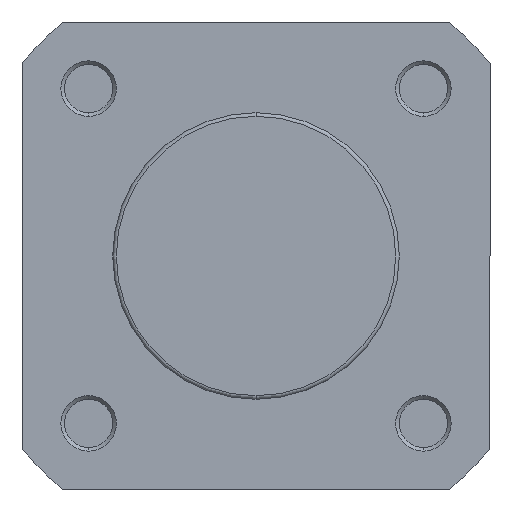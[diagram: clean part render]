
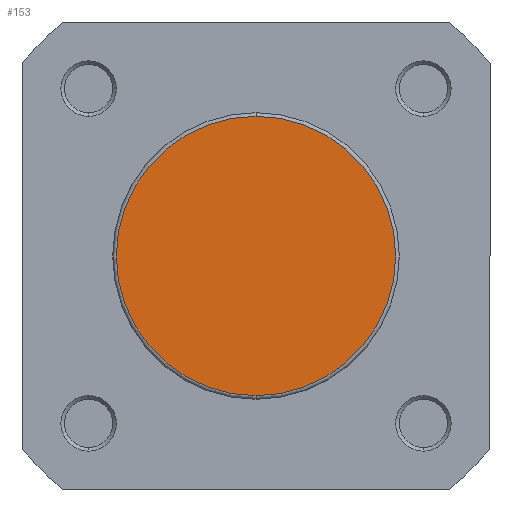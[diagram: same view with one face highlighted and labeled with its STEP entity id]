
A CAD part, left-side view. The second image highlights one B-rep face of the part: STEP entity #153.
In plain terms, the highlighted planar face has unit normal (-1, 0, 0).
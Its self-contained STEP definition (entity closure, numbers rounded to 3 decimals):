
#153 = ADVANCED_FACE ( 'NONE', ( #189 ), #2263, .F. ) ;
#189 = FACE_OUTER_BOUND ( 'NONE', #3970, .T. ) ;
#534 = CIRCLE ( 'NONE', #3177, 19.4 ) ;
#618 = CIRCLE ( 'NONE', #3208, 19.4 ) ;
#936 = CARTESIAN_POINT ( 'NONE',  ( 0., 0., 0. ) ) ;
#937 = DIRECTION ( 'NONE',  ( -1., 0., 0. ) ) ;
#938 = DIRECTION ( 'NONE',  ( 0., 0., -1. ) ) ;
#1079 = CARTESIAN_POINT ( 'NONE',  ( 0., 0., 0. ) ) ;
#1086 = DIRECTION ( 'NONE',  ( -1., 0., 0. ) ) ;
#1087 = DIRECTION ( 'NONE',  ( 0., 0., -1. ) ) ;
#2262 = CARTESIAN_POINT ( 'NONE',  ( 0., 19.9, 0. ) ) ;
#2263 = PLANE ( 'NONE',  #3068 ) ;
#2264 = DIRECTION ( 'NONE',  ( 1., 0., 0. ) ) ;
#2265 = DIRECTION ( 'NONE',  ( 0., 0., -1. ) ) ;
#2380 = CARTESIAN_POINT ( 'NONE',  ( 0., 0., -19.4 ) ) ;
#2583 = CARTESIAN_POINT ( 'NONE',  ( 0., 0., 19.4 ) ) ;
#3068 = AXIS2_PLACEMENT_3D ( 'NONE', #2262, #2264, #2265 ) ;
#3177 = AXIS2_PLACEMENT_3D ( 'NONE', #936, #937, #938 ) ;
#3208 = AXIS2_PLACEMENT_3D ( 'NONE', #1079, #1086, #1087 ) ;
#3408 = ORIENTED_EDGE ( 'NONE', *, *, #5337, .T. ) ;
#3409 = ORIENTED_EDGE ( 'NONE', *, *, #5278, .T. ) ;
#3970 = EDGE_LOOP ( 'NONE', ( #3408, #3409 ) ) ;
#4331 = VERTEX_POINT ( 'NONE', #2380 ) ;
#4698 = VERTEX_POINT ( 'NONE', #2583 ) ;
#5278 = EDGE_CURVE ( 'NONE', #4698, #4331, #534, .T. ) ;
#5337 = EDGE_CURVE ( 'NONE', #4331, #4698, #618, .T. ) ;
